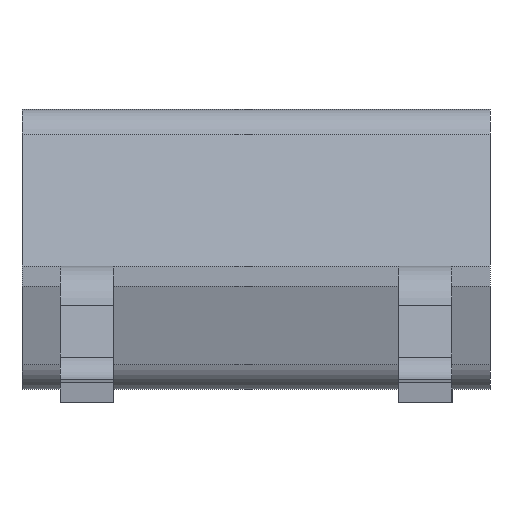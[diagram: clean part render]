
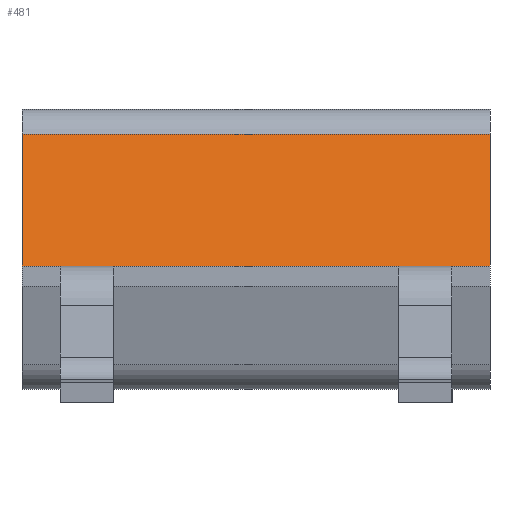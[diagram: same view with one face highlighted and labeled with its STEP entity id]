
A CAD part, left-side view. The second image highlights one B-rep face of the part: STEP entity #481.
In plain terms, the highlighted face is planar.
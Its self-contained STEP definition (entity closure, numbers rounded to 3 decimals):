
#96=DIRECTION('',(0.259,0.966,0.));
#97=VECTOR('',#96,1.025);
#98=CARTESIAN_POINT('',(-2.4,0.,1.755));
#99=LINE('',#98,#97);
#192=DIRECTION('',(0.,0.,1.));
#193=VECTOR('',#192,3.51);
#194=CARTESIAN_POINT('',(-2.135,0.99,-1.755));
#195=LINE('',#194,#193);
#199=DIRECTION('',(0.,0.,1.));
#200=VECTOR('',#199,3.51);
#201=CARTESIAN_POINT('',(-2.4,0.,-1.755));
#202=LINE('',#201,#200);
#206=DIRECTION('',(0.259,0.966,0.));
#207=VECTOR('',#206,1.025);
#208=CARTESIAN_POINT('',(-2.4,0.,-1.755));
#209=LINE('',#208,#207);
#294=CARTESIAN_POINT('',(-2.4,0.,-1.755));
#295=CARTESIAN_POINT('',(-2.4,0.,1.755));
#296=VERTEX_POINT('',#294);
#297=VERTEX_POINT('',#295);
#315=CARTESIAN_POINT('',(-2.135,0.99,1.755));
#317=VERTEX_POINT('',#315);
#318=CARTESIAN_POINT('',(-2.135,0.99,-1.755));
#319=VERTEX_POINT('',#318);
#469=CARTESIAN_POINT('',(-2.4,0.,-1.755));
#470=DIRECTION('',(-0.966,0.259,0.));
#471=DIRECTION('',(0.,0.,1.));
#472=AXIS2_PLACEMENT_3D('',#469,#470,#471);
#473=PLANE('',#472);
#474=ORIENTED_EDGE('',*,*,#462,.T.);
#475=ORIENTED_EDGE('',*,*,#390,.F.);
#477=ORIENTED_EDGE('',*,*,#476,.F.);
#478=ORIENTED_EDGE('',*,*,#424,.T.);
#479=EDGE_LOOP('',(#474,#475,#477,#478));
#480=FACE_OUTER_BOUND('',#479,.F.);
#481=ADVANCED_FACE('',(#480),#473,.T.);
#390=EDGE_CURVE('',#297,#317,#99,.T.);
#424=EDGE_CURVE('',#296,#319,#209,.T.);
#462=EDGE_CURVE('',#319,#317,#195,.T.);
#476=EDGE_CURVE('',#296,#297,#202,.T.);
